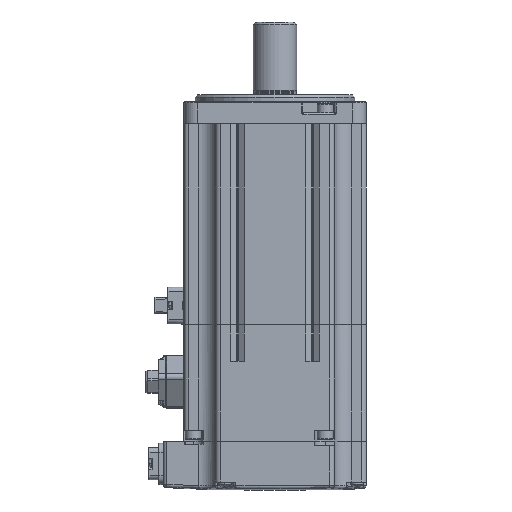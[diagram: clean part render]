
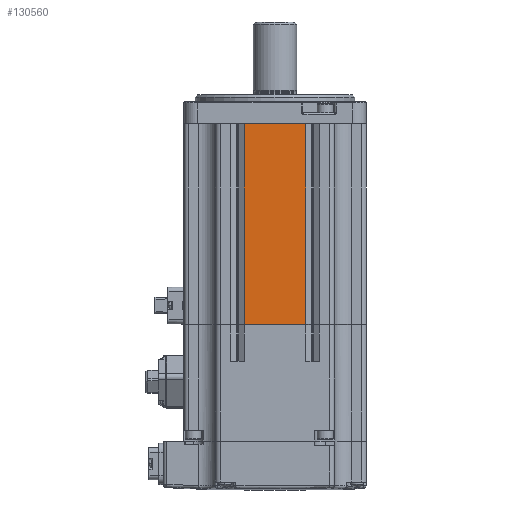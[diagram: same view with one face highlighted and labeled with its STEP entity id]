
A CAD part, front view. The second image highlights one B-rep face of the part: STEP entity #130560.
In plain terms, the highlighted planar face has unit normal (0, -1, 0).
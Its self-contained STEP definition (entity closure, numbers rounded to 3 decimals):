
#2113 = VERTEX_POINT ( 'NONE', #4338 ) ;
#3110 = CARTESIAN_POINT ( 'NONE',  ( 13.5, -40., -80.3 ) ) ;
#4338 = CARTESIAN_POINT ( 'NONE',  ( -13.5, -40., 7.8 ) ) ;
#5289 = VECTOR ( 'NONE', #148828, 1000. ) ;
#5401 = ORIENTED_EDGE ( 'NONE', *, *, #6078, .T. ) ;
#6078 = EDGE_CURVE ( 'NONE', #76842, #32526, #66705, .T. ) ;
#6205 = DIRECTION ( 'NONE',  ( -1., 0., 0. ) ) ;
#12672 = ORIENTED_EDGE ( 'NONE', *, *, #45909, .T. ) ;
#19560 = DIRECTION ( 'NONE',  ( 0., 1., 0. ) ) ;
#26232 = EDGE_LOOP ( 'NONE', ( #41810, #146718, #5401, #12672 ) ) ;
#32526 = VERTEX_POINT ( 'NONE', #113746 ) ;
#33686 = FACE_OUTER_BOUND ( 'NONE', #26232, .T. ) ;
#41810 = ORIENTED_EDGE ( 'NONE', *, *, #119033, .F. ) ;
#43328 = CARTESIAN_POINT ( 'NONE',  ( -13.5, -40., -79.5 ) ) ;
#45909 = EDGE_CURVE ( 'NONE', #32526, #2113, #107946, .T. ) ;
#48110 = CARTESIAN_POINT ( 'NONE',  ( -13.5, -40., 7.8 ) ) ;
#63370 = VECTOR ( 'NONE', #135351, 1000. ) ;
#63524 = VECTOR ( 'NONE', #128879, 1000. ) ;
#66051 = CARTESIAN_POINT ( 'NONE',  ( 0., -40., 0. ) ) ;
#66705 = LINE ( 'NONE', #91839, #63524 ) ;
#70035 = VERTEX_POINT ( 'NONE', #98280 ) ;
#72832 = VECTOR ( 'NONE', #96104, 1000. ) ;
#76842 = VERTEX_POINT ( 'NONE', #92894 ) ;
#91839 = CARTESIAN_POINT ( 'NONE',  ( 13.5, -40., -79.5 ) ) ;
#91948 = PLANE ( 'NONE',  #139436 ) ;
#92894 = CARTESIAN_POINT ( 'NONE',  ( 13.5, -40., -80.3 ) ) ;
#96104 = DIRECTION ( 'NONE',  ( -1., 0., 0. ) ) ;
#98280 = CARTESIAN_POINT ( 'NONE',  ( -13.5, -40., -80.3 ) ) ;
#100814 = LINE ( 'NONE', #43328, #5289 ) ;
#102437 = EDGE_CURVE ( 'NONE', #70035, #76842, #110959, .T. ) ;
#107946 = LINE ( 'NONE', #48110, #72832 ) ;
#110959 = LINE ( 'NONE', #3110, #63370 ) ;
#113746 = CARTESIAN_POINT ( 'NONE',  ( 13.5, -40., 7.8 ) ) ;
#119033 = EDGE_CURVE ( 'NONE', #70035, #2113, #100814, .T. ) ;
#128879 = DIRECTION ( 'NONE',  ( 0., 0., 1. ) ) ;
#130560 = ADVANCED_FACE ( 'NONE', ( #33686 ), #91948, .F. ) ;
#135351 = DIRECTION ( 'NONE',  ( 1., 0., 0. ) ) ;
#139436 = AXIS2_PLACEMENT_3D ( 'NONE', #66051, #19560, #6205 ) ;
#146718 = ORIENTED_EDGE ( 'NONE', *, *, #102437, .T. ) ;
#148828 = DIRECTION ( 'NONE',  ( 0., 0., 1. ) ) ;
